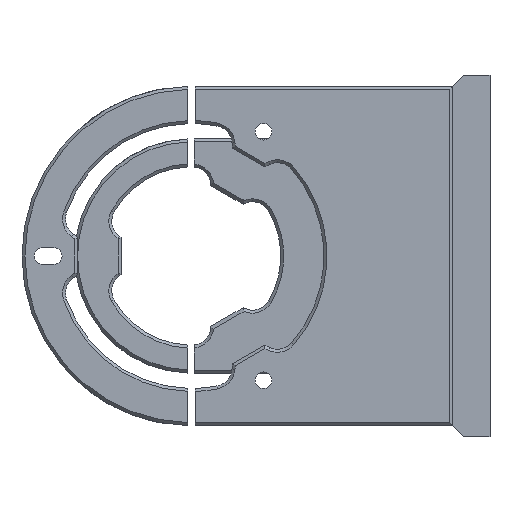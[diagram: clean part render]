
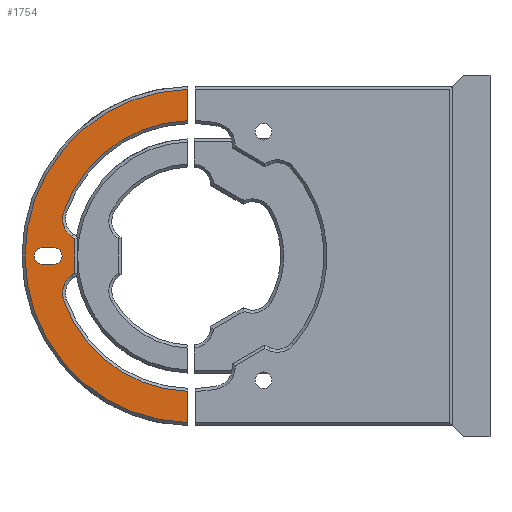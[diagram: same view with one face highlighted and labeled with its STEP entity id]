
A CAD part, left-side view. The second image highlights one B-rep face of the part: STEP entity #1754.
In plain terms, the highlighted planar face has unit normal (-1, 0, 0).
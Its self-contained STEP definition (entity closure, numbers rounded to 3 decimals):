
#1754 = ADVANCED_FACE ( 'NONE', ( #10138, #10139 ), #9727, .F. ) ;
#2472 = VERTEX_POINT ( 'NONE', #10782 ) ;
#2559 = EDGE_CURVE ( 'NONE', #2472, #11751, #11245, .T. ) ;
#2628 = EDGE_LOOP ( 'NONE', ( #2777, #2778, #2779, #2780, #2781, #2782, #2783, #2784, #2785, #2786 ) ) ;
#2635 = EDGE_LOOP ( 'NONE', ( #2773, #2774, #2775, #2776 ) ) ;
#2773 = ORIENTED_EDGE ( 'NONE', *, *, #2918, .F. ) ;
#2774 = ORIENTED_EDGE ( 'NONE', *, *, #2919, .F. ) ;
#2775 = ORIENTED_EDGE ( 'NONE', *, *, #2920, .F. ) ;
#2776 = ORIENTED_EDGE ( 'NONE', *, *, #2921, .F. ) ;
#2777 = ORIENTED_EDGE ( 'NONE', *, *, #2917, .T. ) ;
#2778 = ORIENTED_EDGE ( 'NONE', *, *, #2910, .T. ) ;
#2779 = ORIENTED_EDGE ( 'NONE', *, *, #2922, .T. ) ;
#2780 = ORIENTED_EDGE ( 'NONE', *, *, #2923, .T. ) ;
#2781 = ORIENTED_EDGE ( 'NONE', *, *, #2924, .T. ) ;
#2782 = ORIENTED_EDGE ( 'NONE', *, *, #2925, .T. ) ;
#2783 = ORIENTED_EDGE ( 'NONE', *, *, #2926, .T. ) ;
#2784 = ORIENTED_EDGE ( 'NONE', *, *, #2927, .T. ) ;
#2785 = ORIENTED_EDGE ( 'NONE', *, *, #2928, .T. ) ;
#2786 = ORIENTED_EDGE ( 'NONE', *, *, #2559, .T. ) ;
#2910 = EDGE_CURVE ( 'NONE', #11768, #11774, #11328, .T. ) ;
#2917 = EDGE_CURVE ( 'NONE', #11751, #11768, #11340, .T. ) ;
#2918 = EDGE_CURVE ( 'NONE', #11771, #11762, #11342, .T. ) ;
#2919 = EDGE_CURVE ( 'NONE', #11775, #11771, #11330, .T. ) ;
#2920 = EDGE_CURVE ( 'NONE', #11778, #11775, #11345, .T. ) ;
#2921 = EDGE_CURVE ( 'NONE', #11762, #11778, #11346, .T. ) ;
#2922 = EDGE_CURVE ( 'NONE', #11774, #11777, #11343, .T. ) ;
#2923 = EDGE_CURVE ( 'NONE', #11777, #11782, #11349, .T. ) ;
#2924 = EDGE_CURVE ( 'NONE', #11782, #11783, #11350, .T. ) ;
#2925 = EDGE_CURVE ( 'NONE', #11783, #11784, #11351, .T. ) ;
#2926 = EDGE_CURVE ( 'NONE', #11784, #11785, #11353, .T. ) ;
#2927 = EDGE_CURVE ( 'NONE', #11785, #11786, #11355, .T. ) ;
#2928 = EDGE_CURVE ( 'NONE', #11786, #2472, #11357, .T. ) ;
#9555 = AXIS2_PLACEMENT_3D ( 'NONE', #9734, #9735, #9736 ) ;
#9727 = PLANE ( 'NONE',  #9555 ) ;
#9734 = CARTESIAN_POINT ( 'NONE',  ( 0., 6.473, 0. ) ) ;
#9735 = DIRECTION ( 'NONE',  ( 1., 0., 0. ) ) ;
#9736 = DIRECTION ( 'NONE',  ( 0., 0., -1. ) ) ;
#10138 = FACE_BOUND ( 'NONE', #2635, .T. ) ;
#10139 = FACE_OUTER_BOUND ( 'NONE', #2628, .T. ) ;
#10546 = AXIS2_PLACEMENT_3D ( 'NONE', #11534, #11535, #11536 ) ;
#10547 = AXIS2_PLACEMENT_3D ( 'NONE', #11538, #11539, #11540 ) ;
#10548 = AXIS2_PLACEMENT_3D ( 'NONE', #11541, #11542, #11543 ) ;
#10549 = AXIS2_PLACEMENT_3D ( 'NONE', #11546, #11547, #11548 ) ;
#10550 = AXIS2_PLACEMENT_3D ( 'NONE', #11549, #11550, #11551 ) ;
#10551 = AXIS2_PLACEMENT_3D ( 'NONE', #11558, #11559, #11560 ) ;
#10552 = AXIS2_PLACEMENT_3D ( 'NONE', #11563, #11564, #11565 ) ;
#10782 = CARTESIAN_POINT ( 'NONE',  ( 0., 7.473, 36.286 ) ) ;
#10970 = CARTESIAN_POINT ( 'NONE',  ( 0., 7.473, 66.927 ) ) ;
#10983 = DIRECTION ( 'NONE',  ( 0., 0., 1. ) ) ;
#11245 = LINE ( 'NONE', #10970, #11248 ) ;
#11248 = VECTOR ( 'NONE', #10983, 1000. ) ;
#11328 = LINE ( 'NONE', #11517, #11329 ) ;
#11329 = VECTOR ( 'NONE', #11518, 1000. ) ;
#11330 = CIRCLE ( 'NONE', #10547, 2.25 ) ;
#11340 = CIRCLE ( 'NONE', #10546, 44.7 ) ;
#11342 = LINE ( 'NONE', #11524, #11344 ) ;
#11343 = CIRCLE ( 'NONE', #10549, 36.3 ) ;
#11344 = VECTOR ( 'NONE', #11525, 1000. ) ;
#11345 = LINE ( 'NONE', #11537, #11347 ) ;
#11346 = CIRCLE ( 'NONE', #10548, 2.25 ) ;
#11347 = VECTOR ( 'NONE', #11533, 1000. ) ;
#11349 = CIRCLE ( 'NONE', #10550, 5.8 ) ;
#11350 = LINE ( 'NONE', #11544, #11352 ) ;
#11351 = LINE ( 'NONE', #11552, #11354 ) ;
#11352 = VECTOR ( 'NONE', #11545, 1000. ) ;
#11353 = LINE ( 'NONE', #11554, #11356 ) ;
#11354 = VECTOR ( 'NONE', #11553, 1000. ) ;
#11355 = CIRCLE ( 'NONE', #10551, 5.8 ) ;
#11356 = VECTOR ( 'NONE', #11555, 1000. ) ;
#11357 = CIRCLE ( 'NONE', #10552, 36.3 ) ;
#11517 = CARTESIAN_POINT ( 'NONE',  ( 0., 7.473, 66.927 ) ) ;
#11518 = DIRECTION ( 'NONE',  ( 0., 0., 1. ) ) ;
#11524 = CARTESIAN_POINT ( 'NONE',  ( 0., 46.473, -2.25 ) ) ;
#11525 = DIRECTION ( 'NONE',  ( 0., -1., 0. ) ) ;
#11533 = DIRECTION ( 'NONE',  ( 0., 1., 0. ) ) ;
#11534 = CARTESIAN_POINT ( 'NONE',  ( 0., 6.473, 0. ) ) ;
#11535 = DIRECTION ( 'NONE',  ( -1., 0., 0. ) ) ;
#11536 = DIRECTION ( 'NONE',  ( 0., 0., -1. ) ) ;
#11537 = CARTESIAN_POINT ( 'NONE',  ( 0., 46.473, 2.25 ) ) ;
#11538 = CARTESIAN_POINT ( 'NONE',  ( 0., 46.473, 0. ) ) ;
#11539 = DIRECTION ( 'NONE',  ( -1., 0., 0. ) ) ;
#11540 = DIRECTION ( 'NONE',  ( 0., 0., -1. ) ) ;
#11541 = CARTESIAN_POINT ( 'NONE',  ( 0., 43.473, 0. ) ) ;
#11542 = DIRECTION ( 'NONE',  ( -1., 0., 0. ) ) ;
#11543 = DIRECTION ( 'NONE',  ( 0., 0., -1. ) ) ;
#11544 = CARTESIAN_POINT ( 'NONE',  ( 0., 37.432, -4.345 ) ) ;
#11545 = DIRECTION ( 'NONE',  ( 0., -0.819, 0.574 ) ) ;
#11546 = CARTESIAN_POINT ( 'NONE',  ( 0., 6.473, 0. ) ) ;
#11547 = DIRECTION ( 'NONE',  ( 1., 0., 0. ) ) ;
#11548 = DIRECTION ( 'NONE',  ( 0., 0., -1. ) ) ;
#11549 = CARTESIAN_POINT ( 'NONE',  ( 0., 35.309, -9.938 ) ) ;
#11550 = DIRECTION ( 'NONE',  ( 1., 0., 0. ) ) ;
#11551 = DIRECTION ( 'NONE',  ( 0., 0., -1. ) ) ;
#11552 = CARTESIAN_POINT ( 'NONE',  ( 0., 37.773, 5. ) ) ;
#11553 = DIRECTION ( 'NONE',  ( 0., 0., 1. ) ) ;
#11554 = CARTESIAN_POINT ( 'NONE',  ( 0., 38.635, 5.187 ) ) ;
#11555 = DIRECTION ( 'NONE',  ( 0., 0.819, 0.574 ) ) ;
#11558 = CARTESIAN_POINT ( 'NONE',  ( 0., 35.309, 9.938 ) ) ;
#11559 = DIRECTION ( 'NONE',  ( 1., 0., 0. ) ) ;
#11560 = DIRECTION ( 'NONE',  ( 0., 0., -1. ) ) ;
#11563 = CARTESIAN_POINT ( 'NONE',  ( 0., 6.473, 0. ) ) ;
#11564 = DIRECTION ( 'NONE',  ( 1., 0., 0. ) ) ;
#11565 = DIRECTION ( 'NONE',  ( 0., 0., -1. ) ) ;
#11658 = CARTESIAN_POINT ( 'NONE',  ( 0., 7.473, 44.689 ) ) ;
#11669 = CARTESIAN_POINT ( 'NONE',  ( 0., 43.473, -2.25 ) ) ;
#11674 = CARTESIAN_POINT ( 'NONE',  ( 0., 7.473, -44.689 ) ) ;
#11677 = CARTESIAN_POINT ( 'NONE',  ( 0., 46.473, -2.25 ) ) ;
#11680 = CARTESIAN_POINT ( 'NONE',  ( 0., 7.473, -36.286 ) ) ;
#11681 = CARTESIAN_POINT ( 'NONE',  ( 0., 46.473, 2.25 ) ) ;
#11683 = CARTESIAN_POINT ( 'NONE',  ( 0., 40.792, -11.828 ) ) ;
#11684 = CARTESIAN_POINT ( 'NONE',  ( 0., 43.473, 2.25 ) ) ;
#11688 = CARTESIAN_POINT ( 'NONE',  ( 0., 38.635, -5.187 ) ) ;
#11689 = CARTESIAN_POINT ( 'NONE',  ( 0., 37.773, -4.584 ) ) ;
#11690 = CARTESIAN_POINT ( 'NONE',  ( 0., 37.773, 4.584 ) ) ;
#11691 = CARTESIAN_POINT ( 'NONE',  ( 0., 38.635, 5.187 ) ) ;
#11692 = CARTESIAN_POINT ( 'NONE',  ( 0., 40.792, 11.828 ) ) ;
#11751 = VERTEX_POINT ( 'NONE', #11658 ) ;
#11762 = VERTEX_POINT ( 'NONE', #11669 ) ;
#11768 = VERTEX_POINT ( 'NONE', #11674 ) ;
#11771 = VERTEX_POINT ( 'NONE', #11677 ) ;
#11774 = VERTEX_POINT ( 'NONE', #11680 ) ;
#11775 = VERTEX_POINT ( 'NONE', #11681 ) ;
#11777 = VERTEX_POINT ( 'NONE', #11683 ) ;
#11778 = VERTEX_POINT ( 'NONE', #11684 ) ;
#11782 = VERTEX_POINT ( 'NONE', #11688 ) ;
#11783 = VERTEX_POINT ( 'NONE', #11689 ) ;
#11784 = VERTEX_POINT ( 'NONE', #11690 ) ;
#11785 = VERTEX_POINT ( 'NONE', #11691 ) ;
#11786 = VERTEX_POINT ( 'NONE', #11692 ) ;
